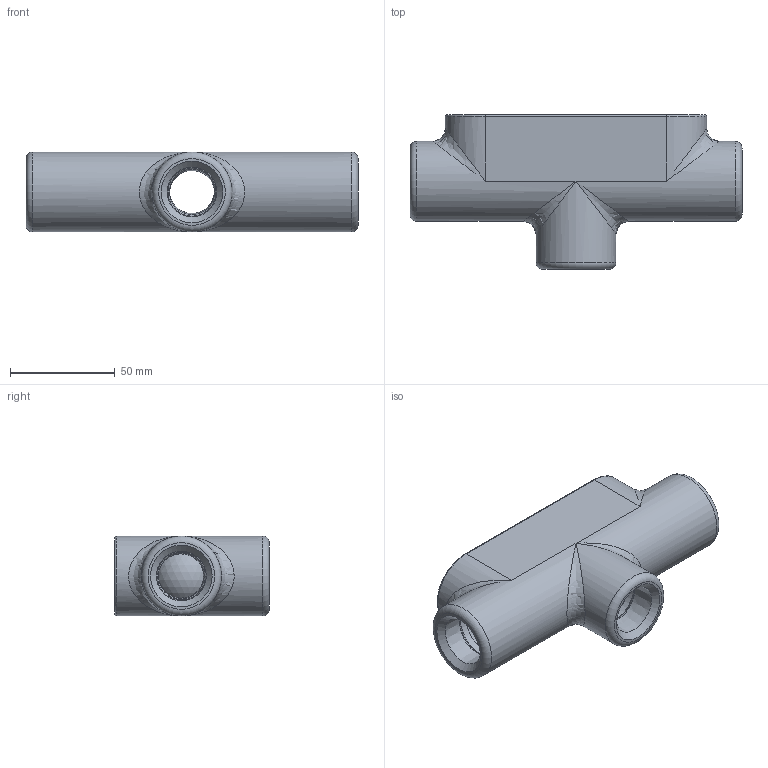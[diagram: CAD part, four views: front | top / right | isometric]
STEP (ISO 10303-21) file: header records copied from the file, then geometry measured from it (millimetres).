
FILE_DESCRIPTION(/* description */ (''),/* implementation_level */ '2;1');
FILE_NAME(/* name */ 'KIL_TB28SS.stp',/* time_stamp */ '2020-05-06T13:37:28+05:00',/* author */ ('kr'),/* organization */ (''),/* preprocessor_version */ 'ST-DEVELOPER v18',/* originating_system */ 'Autodesk Inventor 2020',/* authorisation */ '');
FILE_SCHEMA (('AUTOMOTIVE_DESIGN { 1 0 10303 214 3 1 1 }'));
Length unit declared in the file: inch
Products named in the file (1): C38SS
Bounding box: 158.24 x 73.66 x 38.1 mm (x, y, z)
Volume: 126637.6 mm3; surface area: 45999.8 mm2
Topology: 1 solids, 1 shells, 557 faces, 1511 edges, 989 vertices
Faces by surface type: plane 323, bspline 116, cylinder 80, torus 24, cone 12, sphere 2
Full cylindrical faces by diameter (mm): 1.476 x1, 1.762 x1, 3.683 x2, 12.938 x1, 15.875 x1, 26.797 x3, 38.1 x3
Entity records: 19205 total; most frequent: CARTESIAN_POINT 5682, ORIENTED_EDGE 2998, DIRECTION 2435, EDGE_CURVE 1499, LINE 1001, VECTOR 1001, VERTEX_POINT 989, AXIS2_PLACEMENT_3D 717
